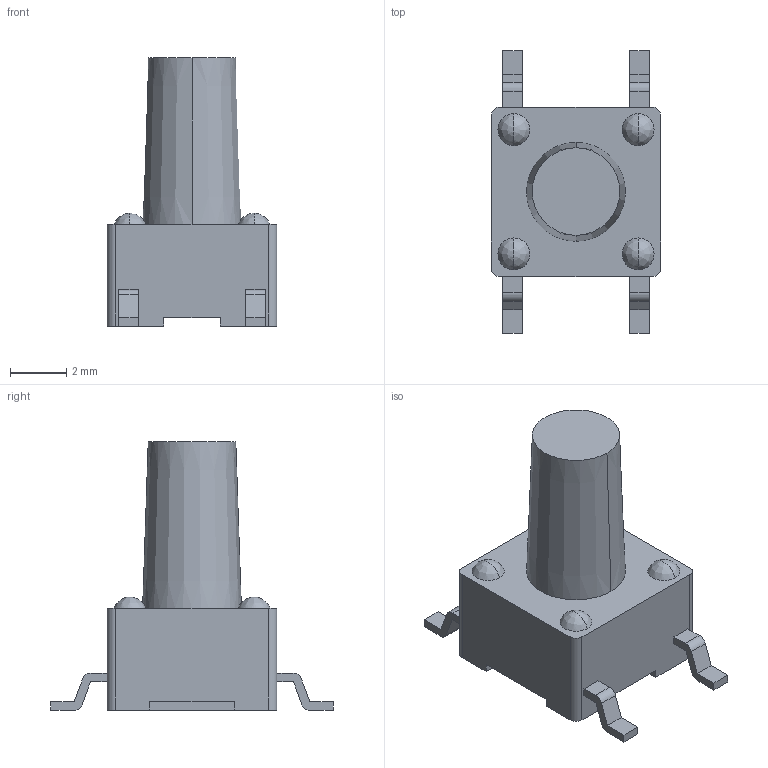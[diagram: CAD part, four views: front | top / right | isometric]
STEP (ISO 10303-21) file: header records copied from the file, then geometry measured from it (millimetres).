
FILE_DESCRIPTION (( 'STEP AP214' ), '1' );
FILE_NAME ('Part355.STEP', '2025-04-15T15:22:45', ( '' ), ( '' ), 'SwSTEP 2.0', 'SolidWorks 2024', '' );
FILE_SCHEMA (( 'AUTOMOTIVE_DESIGN' ));
Length unit declared in the file: millimetre
Products named in the file (1): Part355
Bounding box: 6 x 10 x 9.51 mm (x, y, z)
Volume: 176.7 mm3; surface area: 242.9 mm2
Topology: 1 solids, 1 shells, 81 faces, 222 edges, 144 vertices
Faces by surface type: plane 55, cylinder 16, bspline 8, cone 2
Entity records: 2873 total; most frequent: CARTESIAN_POINT 584, ORIENTED_EDGE 428, DIRECTION 406, EDGE_CURVE 214, LINE 154, VECTOR 154, VERTEX_POINT 144, AXIS2_PLACEMENT_3D 126
